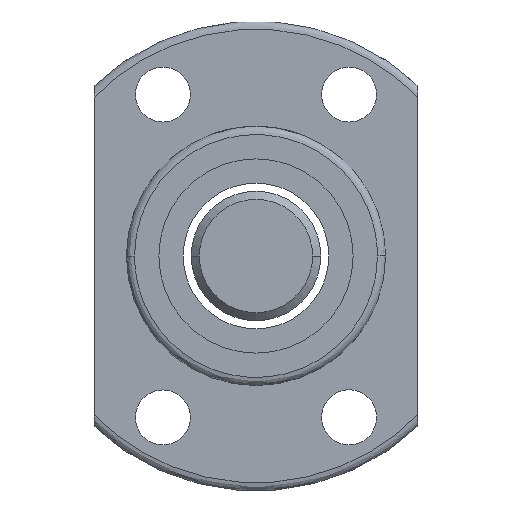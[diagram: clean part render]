
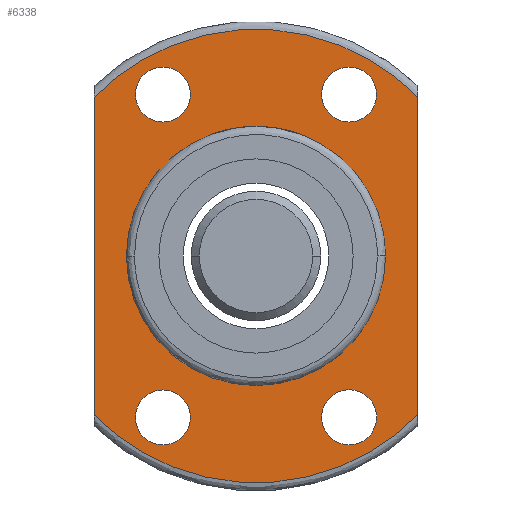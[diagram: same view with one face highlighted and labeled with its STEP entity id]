
A CAD part, left-side view. The second image highlights one B-rep face of the part: STEP entity #6338.
In plain terms, the highlighted planar face has unit normal (-1, 0, 0).
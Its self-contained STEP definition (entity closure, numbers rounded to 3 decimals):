
#24 = EDGE_CURVE ( 'NONE', #3219, #7009, #18838, .T. ) ;
#174 = ORIENTED_EDGE ( 'NONE', *, *, #23627, .F. ) ;
#244 = CIRCLE ( 'NONE', #8763, 8. ) ;
#375 = CIRCLE ( 'NONE', #20218, 1.7 ) ;
#398 = AXIS2_PLACEMENT_3D ( 'NONE', #10532, #5201, #12459 ) ;
#827 = CARTESIAN_POINT ( 'NONE',  ( -12., 7.45, -9.969 ) ) ;
#830 = VERTEX_POINT ( 'NONE', #11322 ) ;
#984 = AXIS2_PLACEMENT_3D ( 'NONE', #21291, #17416, #22836 ) ;
#1064 = CARTESIAN_POINT ( 'NONE',  ( -12., -7.45, 9.969 ) ) ;
#1345 = EDGE_LOOP ( 'NONE', ( #13929, #8126 ) ) ;
#1446 = CIRCLE ( 'NONE', #984, 1.7 ) ;
#1491 = CARTESIAN_POINT ( 'NONE',  ( -12., 10., 9.798 ) ) ;
#1527 = CARTESIAN_POINT ( 'NONE',  ( -12., 8., 0. ) ) ;
#1793 = FACE_OUTER_BOUND ( 'NONE', #6433, .T. ) ;
#1833 = DIRECTION ( 'NONE',  ( 0., -1., 0. ) ) ;
#1866 = EDGE_CURVE ( 'NONE', #12035, #15073, #3478, .T. ) ;
#1974 = DIRECTION ( 'NONE',  ( -1., 0., 0. ) ) ;
#2096 = DIRECTION ( 'NONE',  ( 0., -1., 0. ) ) ;
#2459 = EDGE_CURVE ( 'NONE', #6145, #830, #1446, .T. ) ;
#2460 = AXIS2_PLACEMENT_3D ( 'NONE', #21866, #12688, #9158 ) ;
#2948 = FACE_BOUND ( 'NONE', #1345, .T. ) ;
#3219 = VERTEX_POINT ( 'NONE', #22466 ) ;
#3244 = VERTEX_POINT ( 'NONE', #11362 ) ;
#3340 = CARTESIAN_POINT ( 'NONE',  ( -12., -4.167, 15.751 ) ) ;
#3413 = EDGE_CURVE ( 'NONE', #7009, #3219, #244, .T. ) ;
#3478 = LINE ( 'NONE', #10729, #12719 ) ;
#3495 = EDGE_CURVE ( 'NONE', #11141, #7033, #4832, .T. ) ;
#3648 = DIRECTION ( 'NONE',  ( 0., -1., 0. ) ) ;
#3790 = ORIENTED_EDGE ( 'NONE', *, *, #5108, .F. ) ;
#4137 = CIRCLE ( 'NONE', #14836, 1.7 ) ;
#4239 = VECTOR ( 'NONE', #23090, 1000. ) ;
#4273 = DIRECTION ( 'NONE',  ( 0., 1., 0. ) ) ;
#4832 = CIRCLE ( 'NONE', #398, 1.7 ) ;
#4952 = FACE_BOUND ( 'NONE', #18592, .T. ) ;
#5108 = EDGE_CURVE ( 'NONE', #7033, #11141, #22072, .T. ) ;
#5201 = DIRECTION ( 'NONE',  ( -1., 0., 0. ) ) ;
#5442 = VERTEX_POINT ( 'NONE', #21685 ) ;
#5493 = EDGE_LOOP ( 'NONE', ( #8945, #15315 ) ) ;
#5531 = ORIENTED_EDGE ( 'NONE', *, *, #7626, .F. ) ;
#5590 = VERTEX_POINT ( 'NONE', #17324 ) ;
#5935 = ORIENTED_EDGE ( 'NONE', *, *, #3495, .F. ) ;
#5974 = CARTESIAN_POINT ( 'NONE',  ( -12., 11., 0. ) ) ;
#6135 = EDGE_CURVE ( 'NONE', #15073, #5590, #8658, .T. ) ;
#6136 = DIRECTION ( 'NONE',  ( 1., 0., 0. ) ) ;
#6145 = VERTEX_POINT ( 'NONE', #9087 ) ;
#6338 = ADVANCED_FACE ( 'NONE', ( #1793, #15344, #9864, #2948, #4952, #22558 ), #13321, .F. ) ;
#6433 = EDGE_LOOP ( 'NONE', ( #21955, #21243, #12198, #17534 ) ) ;
#6761 = DIRECTION ( 'NONE',  ( -1., 0., 0. ) ) ;
#7009 = VERTEX_POINT ( 'NONE', #1527 ) ;
#7033 = VERTEX_POINT ( 'NONE', #23453 ) ;
#7358 = DIRECTION ( 'NONE',  ( 0., -1., 0. ) ) ;
#7626 = EDGE_CURVE ( 'NONE', #3244, #10810, #18460, .T. ) ;
#8098 = ORIENTED_EDGE ( 'NONE', *, *, #2459, .F. ) ;
#8114 = CARTESIAN_POINT ( 'NONE',  ( -12., -10., 0. ) ) ;
#8126 = ORIENTED_EDGE ( 'NONE', *, *, #19709, .F. ) ;
#8437 = DIRECTION ( 'NONE',  ( -1., 0., 0. ) ) ;
#8643 = CARTESIAN_POINT ( 'NONE',  ( -12., -4.167, -15.751 ) ) ;
#8658 =( BOUNDED_CURVE ( )  B_SPLINE_CURVE ( 3, ( #23831, #12695, #3340, #16325 ),
 .UNSPECIFIED., .F., .F. ) 
 B_SPLINE_CURVE_WITH_KNOTS ( ( 4, 4 ),
 ( 0., 1. ),
 .UNSPECIFIED. ) 
 CURVE ( )  GEOMETRIC_REPRESENTATION_ITEM ( )  RATIONAL_B_SPLINE_CURVE ( ( 1., 0.8, 0.8, 1. ) ) 
 REPRESENTATION_ITEM ( '' )  );
#8763 = AXIS2_PLACEMENT_3D ( 'NONE', #19533, #10360, #15944 ) ;
#8923 = EDGE_LOOP ( 'NONE', ( #5531, #174 ) ) ;
#8945 = ORIENTED_EDGE ( 'NONE', *, *, #3413, .F. ) ;
#9087 = CARTESIAN_POINT ( 'NONE',  ( -12., -4.05, -9.96 ) ) ;
#9158 = DIRECTION ( 'NONE',  ( 0., -1., 0. ) ) ;
#9864 = FACE_BOUND ( 'NONE', #15047, .T. ) ;
#10360 = DIRECTION ( 'NONE',  ( -1., 0., 0. ) ) ;
#10532 = CARTESIAN_POINT ( 'NONE',  ( -12., 5.75, 9.969 ) ) ;
#10729 = CARTESIAN_POINT ( 'NONE',  ( -12., 10., 0. ) ) ;
#10742 = CARTESIAN_POINT ( 'NONE',  ( -12., 4.167, -15.751 ) ) ;
#10810 = VERTEX_POINT ( 'NONE', #827 ) ;
#10919 = DIRECTION ( 'NONE',  ( -1., 0., 0. ) ) ;
#10946 = CARTESIAN_POINT ( 'NONE',  ( -12., 5.75, -9.969 ) ) ;
#11141 = VERTEX_POINT ( 'NONE', #18319 ) ;
#11149 = CIRCLE ( 'NONE', #19071, 1.7 ) ;
#11322 = CARTESIAN_POINT ( 'NONE',  ( -12., -7.45, -9.96 ) ) ;
#11362 = CARTESIAN_POINT ( 'NONE',  ( -12., 4.05, -9.969 ) ) ;
#11643 = AXIS2_PLACEMENT_3D ( 'NONE', #10946, #1974, #3648 ) ;
#11758 = LINE ( 'NONE', #8114, #4239 ) ;
#11873 = EDGE_CURVE ( 'NONE', #830, #6145, #4137, .T. ) ;
#12035 = VERTEX_POINT ( 'NONE', #15284 ) ;
#12052 = EDGE_CURVE ( 'NONE', #12070, #5442, #375, .T. ) ;
#12070 = VERTEX_POINT ( 'NONE', #1064 ) ;
#12198 = ORIENTED_EDGE ( 'NONE', *, *, #14642, .F. ) ;
#12459 = DIRECTION ( 'NONE',  ( 0., -1., 0. ) ) ;
#12498 = ORIENTED_EDGE ( 'NONE', *, *, #11873, .F. ) ;
#12688 = DIRECTION ( 'NONE',  ( -1., 0., 0. ) ) ;
#12695 = CARTESIAN_POINT ( 'NONE',  ( -12., 4.167, 15.751 ) ) ;
#12719 = VECTOR ( 'NONE', #23706, 1000. ) ;
#12891 = CARTESIAN_POINT ( 'NONE',  ( -12., -5.75, -9.96 ) ) ;
#13143 = CARTESIAN_POINT ( 'NONE',  ( -12., 5.75, -9.969 ) ) ;
#13198 = DIRECTION ( 'NONE',  ( -1., 0., 0. ) ) ;
#13321 = PLANE ( 'NONE',  #18554 ) ;
#13788 = CARTESIAN_POINT ( 'NONE',  ( -12., -10., -9.798 ) ) ;
#13917 = DIRECTION ( 'NONE',  ( 0., 1., 0. ) ) ;
#13929 = ORIENTED_EDGE ( 'NONE', *, *, #12052, .F. ) ;
#14642 = EDGE_CURVE ( 'NONE', #5590, #20405, #11758, .T. ) ;
#14836 = AXIS2_PLACEMENT_3D ( 'NONE', #12891, #13198, #1833 ) ;
#15047 = EDGE_LOOP ( 'NONE', ( #12498, #8098 ) ) ;
#15073 = VERTEX_POINT ( 'NONE', #1491 ) ;
#15284 = CARTESIAN_POINT ( 'NONE',  ( -12., 10., -9.798 ) ) ;
#15315 = ORIENTED_EDGE ( 'NONE', *, *, #24, .F. ) ;
#15344 = FACE_BOUND ( 'NONE', #8923, .T. ) ;
#15735 = AXIS2_PLACEMENT_3D ( 'NONE', #23643, #10919, #7358 ) ;
#15944 = DIRECTION ( 'NONE',  ( 0., 1., 0. ) ) ;
#16325 = CARTESIAN_POINT ( 'NONE',  ( -12., -10., 9.798 ) ) ;
#17270 = CARTESIAN_POINT ( 'NONE',  ( -12., -5.75, 9.969 ) ) ;
#17289 = CARTESIAN_POINT ( 'NONE',  ( -12., -10., -9.798 ) ) ;
#17324 = CARTESIAN_POINT ( 'NONE',  ( -12., -10., 9.798 ) ) ;
#17416 = DIRECTION ( 'NONE',  ( -1., 0., 0. ) ) ;
#17534 = ORIENTED_EDGE ( 'NONE', *, *, #6135, .F. ) ;
#17548 = CIRCLE ( 'NONE', #2460, 1.7 ) ;
#17854 = CARTESIAN_POINT ( 'NONE',  ( -12., 0., 0. ) ) ;
#18319 = CARTESIAN_POINT ( 'NONE',  ( -12., 7.45, 9.969 ) ) ;
#18460 = CIRCLE ( 'NONE', #11643, 1.7 ) ;
#18554 = AXIS2_PLACEMENT_3D ( 'NONE', #5974, #6136, #4273 ) ;
#18592 = EDGE_LOOP ( 'NONE', ( #3790, #5935 ) ) ;
#18838 = CIRCLE ( 'NONE', #19318, 8. ) ;
#19071 = AXIS2_PLACEMENT_3D ( 'NONE', #13143, #20630, #2096 ) ;
#19318 = AXIS2_PLACEMENT_3D ( 'NONE', #17854, #6761, #13917 ) ;
#19533 = CARTESIAN_POINT ( 'NONE',  ( -12., 0., 0. ) ) ;
#19709 = EDGE_CURVE ( 'NONE', #5442, #12070, #17548, .T. ) ;
#20074 = EDGE_CURVE ( 'NONE', #20405, #12035, #21216, .T. ) ;
#20218 = AXIS2_PLACEMENT_3D ( 'NONE', #17270, #8437, #21227 ) ;
#20405 = VERTEX_POINT ( 'NONE', #17289 ) ;
#20630 = DIRECTION ( 'NONE',  ( -1., 0., 0. ) ) ;
#21216 =( BOUNDED_CURVE ( )  B_SPLINE_CURVE ( 3, ( #13788, #8643, #10742, #21837 ),
 .UNSPECIFIED., .F., .F. ) 
 B_SPLINE_CURVE_WITH_KNOTS ( ( 4, 4 ),
 ( 0., 1. ),
 .UNSPECIFIED. ) 
 CURVE ( )  GEOMETRIC_REPRESENTATION_ITEM ( )  RATIONAL_B_SPLINE_CURVE ( ( 1., 0.8, 0.8, 1. ) ) 
 REPRESENTATION_ITEM ( '' )  );
#21227 = DIRECTION ( 'NONE',  ( 0., -1., 0. ) ) ;
#21243 = ORIENTED_EDGE ( 'NONE', *, *, #20074, .F. ) ;
#21291 = CARTESIAN_POINT ( 'NONE',  ( -12., -5.75, -9.96 ) ) ;
#21685 = CARTESIAN_POINT ( 'NONE',  ( -12., -4.05, 9.969 ) ) ;
#21837 = CARTESIAN_POINT ( 'NONE',  ( -12., 10., -9.798 ) ) ;
#21866 = CARTESIAN_POINT ( 'NONE',  ( -12., -5.75, 9.969 ) ) ;
#21955 = ORIENTED_EDGE ( 'NONE', *, *, #1866, .F. ) ;
#22072 = CIRCLE ( 'NONE', #15735, 1.7 ) ;
#22466 = CARTESIAN_POINT ( 'NONE',  ( -12., -8., 0. ) ) ;
#22558 = FACE_BOUND ( 'NONE', #5493, .T. ) ;
#22836 = DIRECTION ( 'NONE',  ( 0., -1., 0. ) ) ;
#23090 = DIRECTION ( 'NONE',  ( 0., 0., -1. ) ) ;
#23453 = CARTESIAN_POINT ( 'NONE',  ( -12., 4.05, 9.969 ) ) ;
#23627 = EDGE_CURVE ( 'NONE', #10810, #3244, #11149, .T. ) ;
#23643 = CARTESIAN_POINT ( 'NONE',  ( -12., 5.75, 9.969 ) ) ;
#23706 = DIRECTION ( 'NONE',  ( 0., 0., 1. ) ) ;
#23831 = CARTESIAN_POINT ( 'NONE',  ( -12., 10., 9.798 ) ) ;
